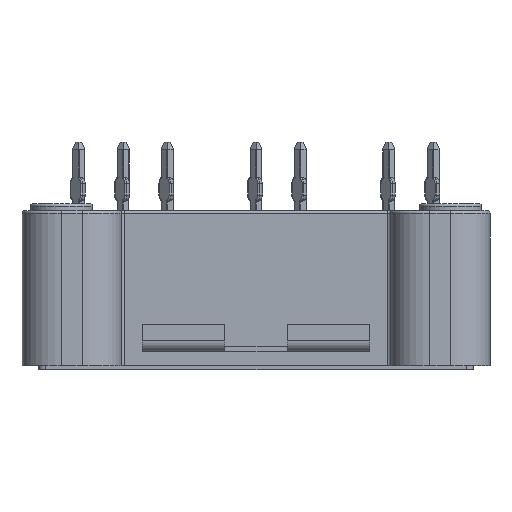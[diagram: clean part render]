
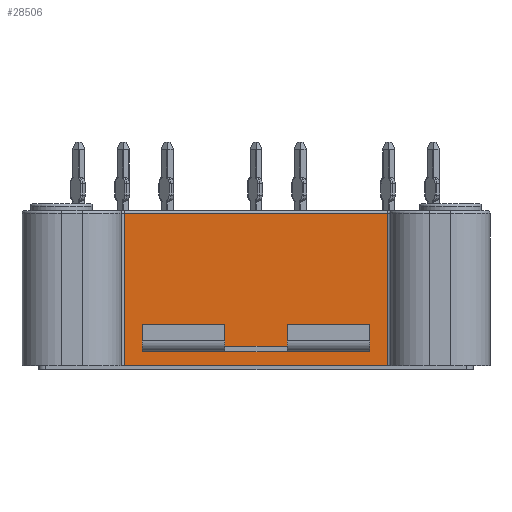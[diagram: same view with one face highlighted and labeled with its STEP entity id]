
A CAD part, left-side view. The second image highlights one B-rep face of the part: STEP entity #28506.
In plain terms, the highlighted planar face has unit normal (-1, 0, 0).
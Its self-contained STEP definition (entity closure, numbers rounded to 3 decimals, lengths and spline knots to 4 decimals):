
#1969=FACE_BOUND('',#5982,.T.);
#1970=FACE_BOUND('',#5983,.T.);
#5982=EDGE_LOOP('',(#20082,#20083,#20084,#20085));
#5983=EDGE_LOOP('',(#20086,#20087,#20088,#20089));
#7843=LINE('',#41095,#9655);
#7852=LINE('',#41135,#9664);
#7906=LINE('',#41281,#9718);
#7908=LINE('',#41284,#9720);
#8404=LINE('',#43555,#10216);
#8408=LINE('',#43574,#10220);
#8410=LINE('',#43580,#10222);
#8411=LINE('',#43581,#10223);
#9655=VECTOR('',#33110,0.04);
#9664=VECTOR('',#33143,1.64);
#9718=VECTOR('',#33303,1.64);
#9720=VECTOR('',#33307,0.04);
#10216=VECTOR('',#35297,1.9);
#10220=VECTOR('',#35321,1.1);
#10222=VECTOR('',#35327,1.1);
#10223=VECTOR('',#35328,1.9);
#11461=VERTEX_POINT('',#41093);
#11462=VERTEX_POINT('',#41094);
#11481=VERTEX_POINT('',#41134);
#11520=VERTEX_POINT('',#41280);
#12242=VERTEX_POINT('',#43547);
#12244=VERTEX_POINT('',#43553);
#12249=VERTEX_POINT('',#43573);
#12251=VERTEX_POINT('',#43579);
#14240=EDGE_CURVE('',#11461,#11462,#7843,.T.);
#14260=EDGE_CURVE('',#11481,#11461,#7852,.T.);
#14333=EDGE_CURVE('',#11462,#11520,#7906,.T.);
#14335=EDGE_CURVE('',#11520,#11481,#7908,.T.);
#15314=EDGE_CURVE('',#12244,#12242,#8404,.T.);
#15324=EDGE_CURVE('',#12242,#12249,#8408,.T.);
#15327=EDGE_CURVE('',#12251,#12244,#8410,.T.);
#15328=EDGE_CURVE('',#12249,#12251,#8411,.T.);
#20082=ORIENTED_EDGE('',*,*,#14260,.T.);
#20083=ORIENTED_EDGE('',*,*,#14240,.T.);
#20084=ORIENTED_EDGE('',*,*,#14333,.T.);
#20085=ORIENTED_EDGE('',*,*,#14335,.T.);
#20086=ORIENTED_EDGE('',*,*,#15314,.F.);
#20087=ORIENTED_EDGE('',*,*,#15327,.F.);
#20088=ORIENTED_EDGE('',*,*,#15328,.F.);
#20089=ORIENTED_EDGE('',*,*,#15324,.F.);
#25973=PLANE('',#30709);
#28506=ADVANCED_FACE('',(#1969,#1970),#25973,.F.);
#30709=AXIS2_PLACEMENT_3D('',#43578,#35325,#35326);
#33110=DIRECTION('',(0.,0.,1.));
#33143=DIRECTION('',(0.,1.,0.));
#33303=DIRECTION('',(0.,-1.,0.));
#33307=DIRECTION('',(0.,0.,-1.));
#35297=DIRECTION('',(0.,-1.,0.));
#35321=DIRECTION('',(0.,0.,-1.));
#35325=DIRECTION('center_axis',(1.,0.,0.));
#35326=DIRECTION('ref_axis',(0.,0.,-1.));
#35327=DIRECTION('',(0.,0.,1.));
#35328=DIRECTION('',(0.,1.,0.));
#41093=CARTESIAN_POINT('',(-2.05,0.82,0.128));
#41094=CARTESIAN_POINT('',(-2.05,0.82,0.168));
#41095=CARTESIAN_POINT('',(-2.05,0.82,0.683));
#41134=CARTESIAN_POINT('',(-2.05,-0.82,0.128));
#41135=CARTESIAN_POINT('',(-2.05,-0.485,0.128));
#41280=CARTESIAN_POINT('',(-2.05,-0.82,0.168));
#41281=CARTESIAN_POINT('',(-2.05,-0.485,0.168));
#41284=CARTESIAN_POINT('',(-2.05,-0.82,0.683));
#43547=CARTESIAN_POINT('',(-2.05,-0.95,1.128));
#43553=CARTESIAN_POINT('',(-2.05,0.95,1.128));
#43555=CARTESIAN_POINT('',(-2.05,-0.485,1.128));
#43573=CARTESIAN_POINT('',(-2.05,-0.95,0.028));
#43574=CARTESIAN_POINT('',(-2.05,-0.95,1.198));
#43578=CARTESIAN_POINT('Origin',(-2.05,-0.97,1.198));
#43579=CARTESIAN_POINT('',(-2.05,0.95,0.028));
#43580=CARTESIAN_POINT('',(-2.05,0.95,1.198));
#43581=CARTESIAN_POINT('',(-2.05,-0.485,0.028));
